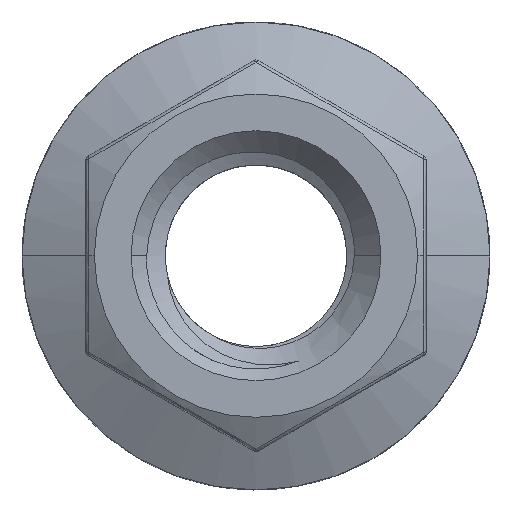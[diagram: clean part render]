
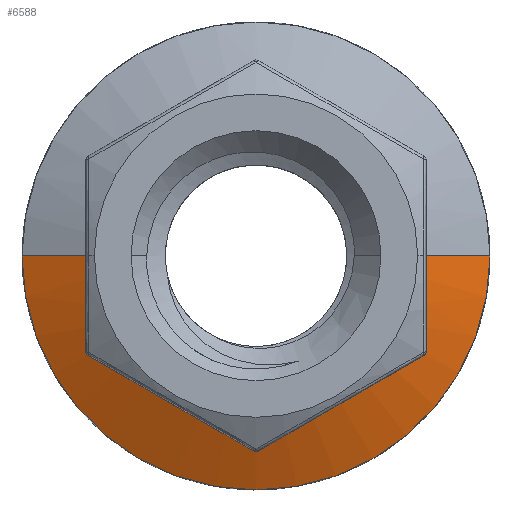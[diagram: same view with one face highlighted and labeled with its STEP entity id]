
A CAD part, top view. The second image highlights one B-rep face of the part: STEP entity #6588.
In plain terms, the highlighted conical face has half-angle 65 degrees and reference radius 11.311 mm.
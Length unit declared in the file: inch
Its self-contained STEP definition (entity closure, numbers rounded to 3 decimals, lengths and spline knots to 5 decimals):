
#420=DIRECTION('',(0.906,0.,0.423));
#421=VECTOR('',#420,0.15516);
#422=CARTESIAN_POINT('',(-0.51563,0.,0.));
#423=LINE('',#422,#421);
#469=CARTESIAN_POINT('',(-0.00563,-0.42977,0.04002));
#470=CARTESIAN_POINT('',(-0.00449,-0.43042,
0.03972));
#471=CARTESIAN_POINT('',(-0.00198,-0.43133,
0.03931));
#472=CARTESIAN_POINT('',(0.002,-0.43133,
0.03931));
#473=CARTESIAN_POINT('',(0.00449,-0.43042,
0.03972));
#474=CARTESIAN_POINT('',(0.00563,-0.42977,
0.04002));
#484=DIRECTION('',(-0.906,0.,0.423));
#485=VECTOR('',#484,0.15516);
#486=CARTESIAN_POINT('',(0.51563,0.,0.));
#487=LINE('',#486,#485);
#488=CARTESIAN_POINT('',(0.,0.,0.));
#489=DIRECTION('',(0.,0.,1.));
#490=DIRECTION('',(-1.,0.,0.));
#491=AXIS2_PLACEMENT_3D('',#488,#489,#490);
#493=CARTESIAN_POINT('',(-0.375,-0.21001,0.04002));
#494=CARTESIAN_POINT('',(-0.375,-0.19243,0.04403));
#495=CARTESIAN_POINT('',(-0.375,-0.15733,0.05126));
#496=CARTESIAN_POINT('',(-0.375,-0.10484,0.05938));
#497=CARTESIAN_POINT('',(-0.375,-0.05209,0.06445));
#498=CARTESIAN_POINT('',(-0.375,-0.01733,0.06557));
#499=CARTESIAN_POINT('',(-0.375,0.,0.06557));
#501=CARTESIAN_POINT('',(-0.00563,-0.42977,0.04002));
#502=CARTESIAN_POINT('',(-0.02071,-0.42105,
0.04399));
#503=CARTESIAN_POINT('',(-0.05089,-0.40363,
0.05118));
#504=CARTESIAN_POINT('',(-0.09631,-0.37741,
0.05932));
#505=CARTESIAN_POINT('',(-0.14186,-0.35111,
0.06442));
#506=CARTESIAN_POINT('',(-0.18773,-0.32463,
0.06615));
#507=CARTESIAN_POINT('',(-0.23309,-0.29844,
0.06442));
#508=CARTESIAN_POINT('',(-0.2789,-0.27199,
0.0593));
#509=CARTESIAN_POINT('',(-0.32439,-0.24573,
0.05112));
#510=CARTESIAN_POINT('',(-0.35441,-0.22839,
0.04396));
#511=CARTESIAN_POINT('',(-0.36938,-0.21975,0.04002));
#513=CARTESIAN_POINT('',(0.36938,-0.21975,0.04002));
#514=CARTESIAN_POINT('',(0.35429,-0.22846,
0.04399));
#515=CARTESIAN_POINT('',(0.32411,-0.24589,
0.05118));
#516=CARTESIAN_POINT('',(0.27869,-0.27211,
0.05932));
#517=CARTESIAN_POINT('',(0.23314,-0.29841,
0.06442));
#518=CARTESIAN_POINT('',(0.18727,-0.32489,
0.06615));
#519=CARTESIAN_POINT('',(0.14191,-0.35108,
0.06442));
#520=CARTESIAN_POINT('',(0.0961,-0.37753,
0.0593));
#521=CARTESIAN_POINT('',(0.05061,-0.40379,
0.05112));
#522=CARTESIAN_POINT('',(0.02059,-0.42113,
0.04396));
#523=CARTESIAN_POINT('',(0.00563,-0.42977,
0.04002));
#525=CARTESIAN_POINT('',(0.375,0.,0.06557));
#526=CARTESIAN_POINT('',(0.375,-0.01733,0.06557));
#527=CARTESIAN_POINT('',(0.375,-0.0521,0.06445));
#528=CARTESIAN_POINT('',(0.375,-0.10485,0.05938));
#529=CARTESIAN_POINT('',(0.375,-0.15733,0.05126));
#530=CARTESIAN_POINT('',(0.375,-0.19243,0.04402));
#531=CARTESIAN_POINT('',(0.375,-0.21001,0.04002));
#4011=CARTESIAN_POINT('',(-0.375,-0.21001,0.04002));
#4012=CARTESIAN_POINT('',(-0.375,-0.21133,0.03972));
#4013=CARTESIAN_POINT('',(-0.37453,-0.21395,
0.03931));
#4014=CARTESIAN_POINT('',(-0.37254,-0.21739,
0.03931));
#4015=CARTESIAN_POINT('',(-0.37051,-0.2191,
0.03972));
#4016=CARTESIAN_POINT('',(-0.36938,-0.21975,0.04002));
#5301=CARTESIAN_POINT('',(0.36938,-0.21975,0.04002));
#5302=CARTESIAN_POINT('',(0.37051,-0.2191,
0.03972));
#5303=CARTESIAN_POINT('',(0.37255,-0.21738,
0.03931));
#5304=CARTESIAN_POINT('',(0.37454,-0.21393,
0.03931));
#5305=CARTESIAN_POINT('',(0.375,-0.21132,0.03972));
#5306=CARTESIAN_POINT('',(0.375,-0.21001,0.04002));
#5461=VERTEX_POINT('',#5301);
#5462=VERTEX_POINT('',#5306);
#5600=CARTESIAN_POINT('',(-0.375,-0.21001,0.04002));
#5602=VERTEX_POINT('',#5600);
#5640=CARTESIAN_POINT('',(0.51563,0.,0.));
#5641=CARTESIAN_POINT('',(-0.51563,0.,0.));
#5642=VERTEX_POINT('',#5640);
#5643=VERTEX_POINT('',#5641);
#5647=CARTESIAN_POINT('',(-0.00563,-0.42977,0.04002));
#5648=VERTEX_POINT('',#5647);
#5667=CARTESIAN_POINT('',(0.375,0.,0.06557));
#5668=VERTEX_POINT('',#5667);
#5674=VERTEX_POINT('',#4016);
#5784=CARTESIAN_POINT('',(0.00563,-0.42977,
0.04002));
#5785=VERTEX_POINT('',#5784);
#5807=VERTEX_POINT('',#499);
#6565=CARTESIAN_POINT('',(0.,0.,0.03279));
#6566=DIRECTION('',(0.,0.,-1.));
#6567=DIRECTION('',(-1.,0.,0.));
#6568=AXIS2_PLACEMENT_3D('',#6565,#6566,#6567);
#6569=CONICAL_SURFACE('',#6568,0.44531,65.);
#6570=ORIENTED_EDGE('',*,*,#6372,.F.);
#6572=ORIENTED_EDGE('',*,*,#6571,.F.);
#6573=ORIENTED_EDGE('',*,*,#6369,.T.);
#6575=ORIENTED_EDGE('',*,*,#6574,.F.);
#6577=ORIENTED_EDGE('',*,*,#6576,.T.);
#6579=ORIENTED_EDGE('',*,*,#6578,.F.);
#6580=ORIENTED_EDGE('',*,*,#6555,.T.);
#6582=ORIENTED_EDGE('',*,*,#6581,.F.);
#6584=ORIENTED_EDGE('',*,*,#6583,.T.);
#6585=ORIENTED_EDGE('',*,*,#6387,.F.);
#6586=EDGE_LOOP('',(#6570,#6572,#6573,#6575,#6577,#6579,#6580,#6582,#6584,
#6585));
#6587=FACE_OUTER_BOUND('',#6586,.F.);
#6588=ADVANCED_FACE('',(#6587),#6569,.T.);
#475=B_SPLINE_CURVE_WITH_KNOTS('',3,(#469,#470,#471,#472,#473,#474),
.UNSPECIFIED.,.F.,.F.,(4,1,1,4),(0.,0.33333,0.66667,1.),
.UNSPECIFIED.);
#492=CIRCLE('',#491,0.51563);
#500=B_SPLINE_CURVE_WITH_KNOTS('',3,(#493,#494,#495,#496,#497,#498,#499),
.UNSPECIFIED.,.F.,.F.,(4,1,1,1,4),(0.,0.25,0.5,0.75,1.),
.UNSPECIFIED.);
#512=B_SPLINE_CURVE_WITH_KNOTS('',3,(#501,#502,#503,#504,#505,#506,#507,#508,
#509,#510,#511),.UNSPECIFIED.,.F.,.F.,(4,1,1,1,1,1,1,1,4),(0.,0.125,0.25,
0.375,0.5,0.625,0.75,0.875,1.),.UNSPECIFIED.);
#524=B_SPLINE_CURVE_WITH_KNOTS('',3,(#513,#514,#515,#516,#517,#518,#519,#520,
#521,#522,#523),.UNSPECIFIED.,.F.,.F.,(4,1,1,1,1,1,1,1,4),(0.,0.125,0.25,
0.375,0.5,0.625,0.75,0.875,1.),.UNSPECIFIED.);
#532=B_SPLINE_CURVE_WITH_KNOTS('',3,(#525,#526,#527,#528,#529,#530,#531),
.UNSPECIFIED.,.F.,.F.,(4,1,1,1,4),(0.,0.25,0.5,0.75,1.),
.UNSPECIFIED.);
#4017=B_SPLINE_CURVE_WITH_KNOTS('',3,(#4011,#4012,#4013,#4014,#4015,#4016),
.UNSPECIFIED.,.F.,.F.,(4,1,1,4),(0.,0.33333,0.66667,1.),
.UNSPECIFIED.);
#5307=B_SPLINE_CURVE_WITH_KNOTS('',3,(#5301,#5302,#5303,#5304,#5305,#5306),
.UNSPECIFIED.,.F.,.F.,(4,1,1,4),(0.,0.33333,0.66667,1.),
.UNSPECIFIED.);
#6369=EDGE_CURVE('',#5643,#5807,#423,.T.);
#6372=EDGE_CURVE('',#5642,#5668,#487,.T.);
#6387=EDGE_CURVE('',#5668,#5462,#532,.T.);
#6555=EDGE_CURVE('',#5648,#5785,#475,.T.);
#6571=EDGE_CURVE('',#5643,#5642,#492,.T.);
#6574=EDGE_CURVE('',#5602,#5807,#500,.T.);
#6576=EDGE_CURVE('',#5602,#5674,#4017,.T.);
#6578=EDGE_CURVE('',#5648,#5674,#512,.T.);
#6581=EDGE_CURVE('',#5461,#5785,#524,.T.);
#6583=EDGE_CURVE('',#5461,#5462,#5307,.T.);
